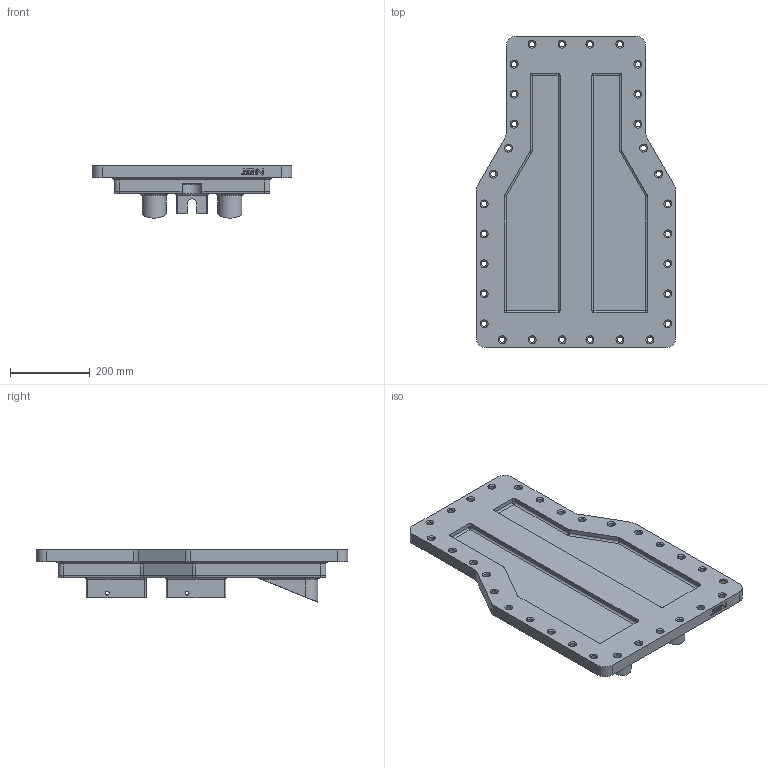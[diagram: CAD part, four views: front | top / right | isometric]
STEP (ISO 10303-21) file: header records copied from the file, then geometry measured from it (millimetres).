
FILE_DESCRIPTION(('Open CASCADE Model'),'2;1');
FILE_NAME('Open CASCADE Shape Model','2019-06-01T00:42:46',('Author'),( 'Open CASCADE'),'Open CASCADE STEP processor 7.3','Open CASCADE 7.3' ,'Unknown');
FILE_SCHEMA(('AUTOMOTIVE_DESIGN { 1 0 10303 214 1 1 1 1 }'));
Length unit declared in the file: millimetre
Products named in the file (1): Open CASCADE STEP translator 7.3 3
Bounding box: 500 x 780 x 130.59 mm (x, y, z)
Volume: 17519088 mm3; surface area: 1023049.7 mm2
Topology: 1 solids, 1 shells, 517 faces, 1270 edges, 726 vertices
Faces by surface type: cylinder 238, cone 116, plane 112, torus 29, sphere 22
Entity records: 39406 total; most frequent: CARTESIAN_POINT 12211, DIRECTION 3813, ORIENTED_EDGE 2408, PCURVE 2408, DEFINITIONAL_REPRESENTATION 2408, LINE 1871, VECTOR 1871, EDGE_CURVE 1204
